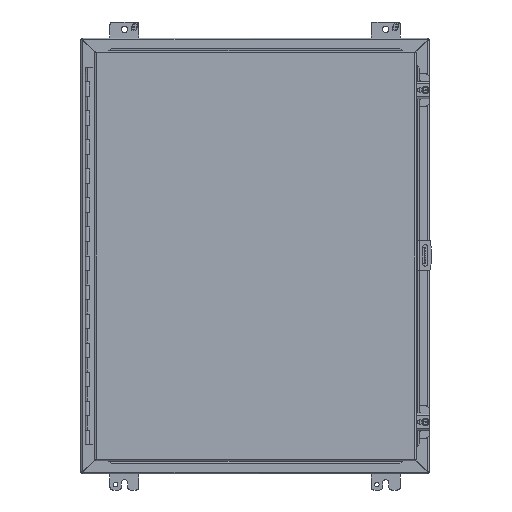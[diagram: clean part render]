
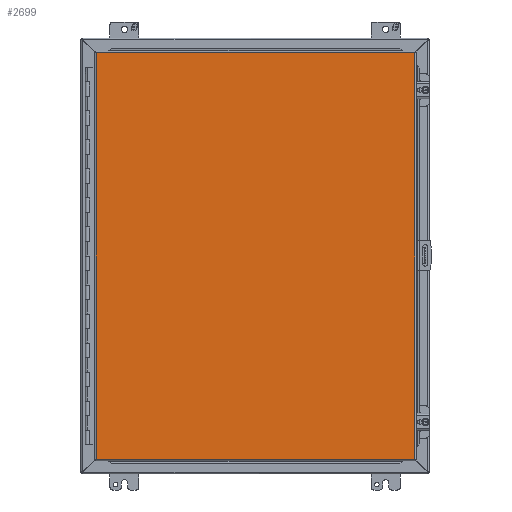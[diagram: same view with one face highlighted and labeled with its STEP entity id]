
A CAD part, front view. The second image highlights one B-rep face of the part: STEP entity #2699.
In plain terms, the highlighted planar face has unit normal (0, -1, 0).
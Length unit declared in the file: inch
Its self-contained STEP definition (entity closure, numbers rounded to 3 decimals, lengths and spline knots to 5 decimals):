
#900 = VERTEX_POINT ( 'NONE', #52050 ) ;
#2699 = ADVANCED_FACE ( 'NONE', ( #51815 ), #14851, .T. ) ;
#6506 = DIRECTION ( 'NONE',  ( 0., 0., 1. ) ) ;
#7337 = VECTOR ( 'NONE', #6506, 39.37008 ) ;
#8363 = DIRECTION ( 'NONE',  ( 0., -1., 0. ) ) ;
#9335 = AXIS2_PLACEMENT_3D ( 'NONE', #20828, #8363, #40195 ) ;
#9834 = LINE ( 'NONE', #33928, #36293 ) ;
#10530 = CARTESIAN_POINT ( 'NONE',  ( -10.955, -7.185, -13.9945 ) ) ;
#12218 = ORIENTED_EDGE ( 'NONE', *, *, #43720, .F. ) ;
#12779 = VERTEX_POINT ( 'NONE', #26974 ) ;
#14851 = PLANE ( 'NONE',  #9335 ) ;
#15090 = CARTESIAN_POINT ( 'NONE',  ( -10.955, -7.185, 13.9945 ) ) ;
#15308 = EDGE_CURVE ( 'NONE', #12779, #900, #27348, .T. ) ;
#20828 = CARTESIAN_POINT ( 'NONE',  ( -10.955, -7.185, -13.9945 ) ) ;
#21276 = CARTESIAN_POINT ( 'NONE',  ( 11.017, -7.185, -13.9945 ) ) ;
#23411 = ORIENTED_EDGE ( 'NONE', *, *, #36042, .F. ) ;
#23970 = VECTOR ( 'NONE', #50810, 39.37008 ) ;
#24008 = CARTESIAN_POINT ( 'NONE',  ( 11.017, -7.185, 13.9945 ) ) ;
#25020 = ORIENTED_EDGE ( 'NONE', *, *, #39451, .F. ) ;
#26797 = LINE ( 'NONE', #15090, #36479 ) ;
#26974 = CARTESIAN_POINT ( 'NONE',  ( -10.955, -7.185, -13.9945 ) ) ;
#27348 = LINE ( 'NONE', #10530, #7337 ) ;
#33928 = CARTESIAN_POINT ( 'NONE',  ( 11.017, -7.185, 13.9945 ) ) ;
#36042 = EDGE_CURVE ( 'NONE', #42623, #49221, #9834, .T. ) ;
#36293 = VECTOR ( 'NONE', #38181, 39.37008 ) ;
#36479 = VECTOR ( 'NONE', #47196, 39.37008 ) ;
#38181 = DIRECTION ( 'NONE',  ( 0., 0., -1. ) ) ;
#39451 = EDGE_CURVE ( 'NONE', #900, #42623, #26797, .T. ) ;
#39811 = ORIENTED_EDGE ( 'NONE', *, *, #15308, .F. ) ;
#40195 = DIRECTION ( 'NONE',  ( 0., 0., -1. ) ) ;
#41318 = EDGE_LOOP ( 'NONE', ( #23411, #25020, #39811, #12218 ) ) ;
#42623 = VERTEX_POINT ( 'NONE', #24008 ) ;
#42716 = LINE ( 'NONE', #21276, #23970 ) ;
#43720 = EDGE_CURVE ( 'NONE', #49221, #12779, #42716, .T. ) ;
#47196 = DIRECTION ( 'NONE',  ( 1., 0., 0. ) ) ;
#49221 = VERTEX_POINT ( 'NONE', #52967 ) ;
#50810 = DIRECTION ( 'NONE',  ( -1., 0., 0. ) ) ;
#51815 = FACE_OUTER_BOUND ( 'NONE', #41318, .T. ) ;
#52050 = CARTESIAN_POINT ( 'NONE',  ( -10.955, -7.185, 13.9945 ) ) ;
#52967 = CARTESIAN_POINT ( 'NONE',  ( 11.017, -7.185, -13.9945 ) ) ;
